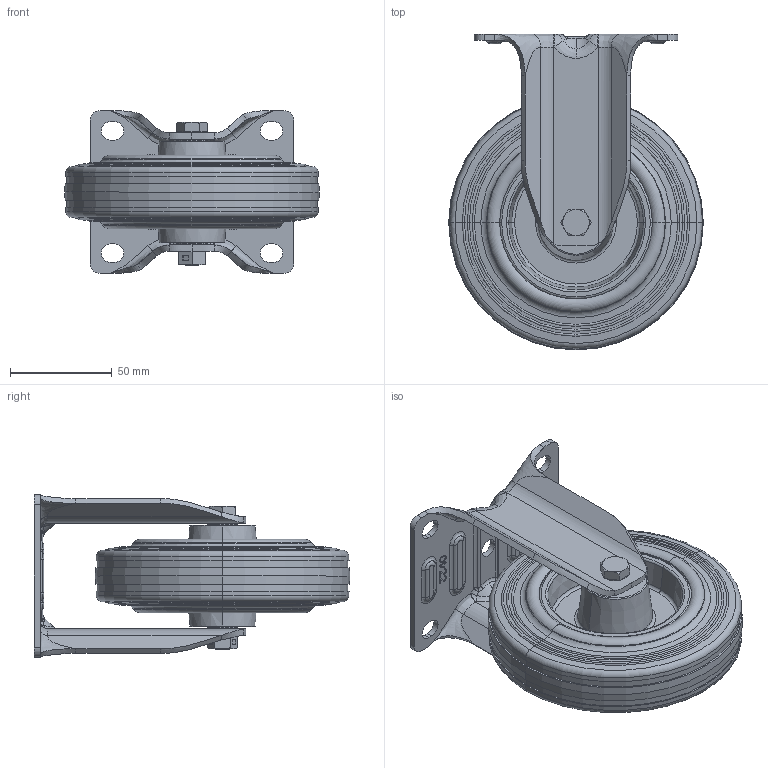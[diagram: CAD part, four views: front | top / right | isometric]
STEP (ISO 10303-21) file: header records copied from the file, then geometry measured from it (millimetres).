
FILE_DESCRIPTION (( 'STEP AP214' ), '1' );
FILE_NAME ('0056209.step', '2023-11-17T12:05:19', ( '' ), ( '' ), 'SwSTEP 2.0', 'SolidWorks 2020', '' );
FILE_SCHEMA (( 'AUTOMOTIVE_DESIGN' ));
Length unit declared in the file: millimetre
Products named in the file (1): 0056209
Bounding box: 125 x 155 x 80 mm (x, y, z)
Volume: 365393 mm3; surface area: 116310.3 mm2
Topology: 8 solids, 8 shells, 595 faces, 1395 edges, 840 vertices
Faces by surface type: plane 225, cylinder 128, bspline 108, cone 68, torus 66
Entity records: 33883 total; most frequent: CARTESIAN_POINT 14330, ORIENTED_EDGE 2778, DIRECTION 2505, EDGE_CURVE 1389, AXIS2_PLACEMENT_3D 914, VERTEX_POINT 840, VECTOR 677, LINE 677
